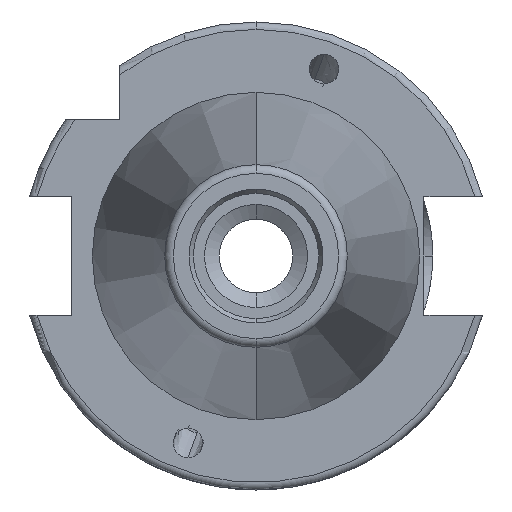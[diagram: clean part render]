
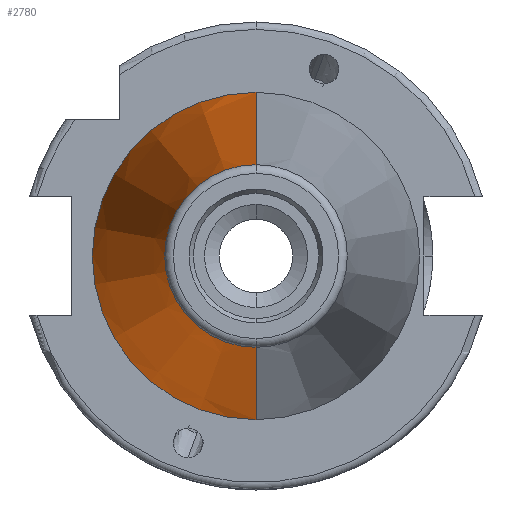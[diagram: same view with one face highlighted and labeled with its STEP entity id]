
A CAD part, left-side view. The second image highlights one B-rep face of the part: STEP entity #2780.
In plain terms, the highlighted conical face has half-angle 8.297 degrees and reference radius 22.225 mm.
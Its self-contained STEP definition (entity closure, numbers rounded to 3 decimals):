
#559 = DIRECTION ( 'NONE',  ( 0., -1., 0. ) ) ;
#731 = VERTEX_POINT ( 'NONE', #1060 ) ;
#945 = ORIENTED_EDGE ( 'NONE', *, *, #5107, .F. ) ;
#1060 = CARTESIAN_POINT ( 'NONE',  ( 0., -22.225, 0. ) ) ;
#1347 = EDGE_CURVE ( 'NONE', #5975, #9443, #6646, .T. ) ;
#1399 = DIRECTION ( 'NONE',  ( 0.99, 0.144, 0. ) ) ;
#1529 = EDGE_CURVE ( 'NONE', #5975, #731, #4635, .T. ) ;
#2147 = ORIENTED_EDGE ( 'NONE', *, *, #1529, .T. ) ;
#2542 = VERTEX_POINT ( 'NONE', #5192 ) ;
#2780 = ADVANCED_FACE ( 'NONE', ( #9001 ), #4513, .T. ) ;
#2831 = CARTESIAN_POINT ( 'NONE',  ( 0., 22.225, 0. ) ) ;
#2835 = DIRECTION ( 'NONE',  ( -1., 0., 0. ) ) ;
#2921 = CARTESIAN_POINT ( 'NONE',  ( -67.373, 0., 0. ) ) ;
#2968 = AXIS2_PLACEMENT_3D ( 'NONE', #6077, #8333, #559 ) ;
#3503 = VECTOR ( 'NONE', #6131, 1000. ) ;
#3547 = DIRECTION ( 'NONE',  ( 0., 1., 0. ) ) ;
#3643 = LINE ( 'NONE', #2831, #8752 ) ;
#4140 = CARTESIAN_POINT ( 'NONE',  ( -67.373, -12.4, 0. ) ) ;
#4165 = AXIS2_PLACEMENT_3D ( 'NONE', #2921, #2835, #6845 ) ;
#4513 = CONICAL_SURFACE ( 'NONE', #8446, 22.225, 0.145 ) ;
#4635 = LINE ( 'NONE', #9319, #3503 ) ;
#4937 = EDGE_LOOP ( 'NONE', ( #8089, #2147, #9257, #945 ) ) ;
#5107 = EDGE_CURVE ( 'NONE', #9443, #2542, #3643, .T. ) ;
#5192 = CARTESIAN_POINT ( 'NONE',  ( 0., 22.225, 0. ) ) ;
#5618 = CIRCLE ( 'NONE', #2968, 22.225 ) ;
#5975 = VERTEX_POINT ( 'NONE', #4140 ) ;
#5982 = DIRECTION ( 'NONE',  ( 1., 0., 0. ) ) ;
#6077 = CARTESIAN_POINT ( 'NONE',  ( 0., 0., 0. ) ) ;
#6131 = DIRECTION ( 'NONE',  ( 0.99, -0.144, 0. ) ) ;
#6646 = CIRCLE ( 'NONE', #4165, 12.4 ) ;
#6845 = DIRECTION ( 'NONE',  ( 0., -1., 0. ) ) ;
#7018 = CARTESIAN_POINT ( 'NONE',  ( -67.373, 12.4, 0. ) ) ;
#7552 = CARTESIAN_POINT ( 'NONE',  ( 0., 0., 0. ) ) ;
#8089 = ORIENTED_EDGE ( 'NONE', *, *, #1347, .F. ) ;
#8333 = DIRECTION ( 'NONE',  ( -1., 0., 0. ) ) ;
#8446 = AXIS2_PLACEMENT_3D ( 'NONE', #7552, #5982, #3547 ) ;
#8752 = VECTOR ( 'NONE', #1399, 1000. ) ;
#9001 = FACE_OUTER_BOUND ( 'NONE', #4937, .T. ) ;
#9257 = ORIENTED_EDGE ( 'NONE', *, *, #9827, .T. ) ;
#9319 = CARTESIAN_POINT ( 'NONE',  ( 0., -22.225, 0. ) ) ;
#9443 = VERTEX_POINT ( 'NONE', #7018 ) ;
#9827 = EDGE_CURVE ( 'NONE', #731, #2542, #5618, .T. ) ;
